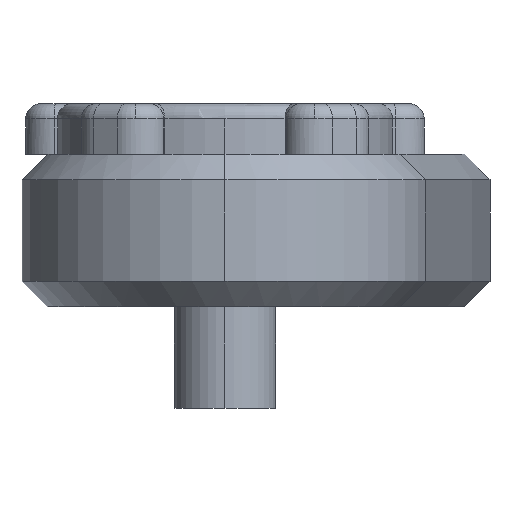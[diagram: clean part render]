
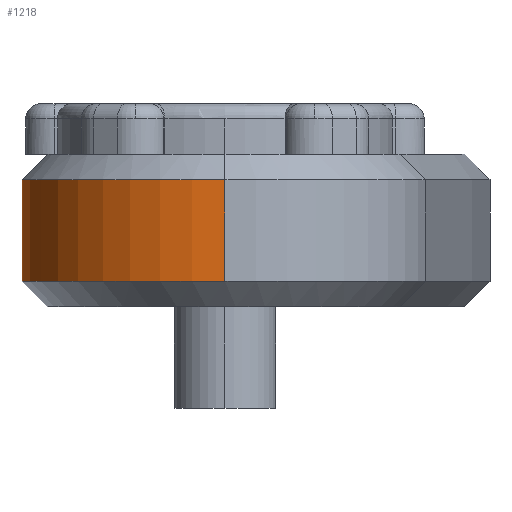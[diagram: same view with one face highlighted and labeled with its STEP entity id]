
A CAD part, left-side view. The second image highlights one B-rep face of the part: STEP entity #1218.
In plain terms, the highlighted cylindrical face has radius 20 mm (diameter 40 mm), a partial arc.
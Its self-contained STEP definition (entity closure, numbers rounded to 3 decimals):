
#97 = VERTEX_POINT ( 'NONE', #1563 ) ;
#146 = LINE ( 'NONE', #802, #394 ) ;
#185 = DIRECTION ( 'NONE',  ( 0., 0., -1. ) ) ;
#244 = AXIS2_PLACEMENT_3D ( 'NONE', #2978, #647, #2928 ) ;
#394 = VECTOR ( 'NONE', #556, 1000. ) ;
#409 = EDGE_CURVE ( 'NONE', #984, #1382, #146, .T. ) ;
#451 = AXIS2_PLACEMENT_3D ( 'NONE', #1683, #2607, #534 ) ;
#534 = DIRECTION ( 'NONE',  ( 1., 0., 0. ) ) ;
#556 = DIRECTION ( 'NONE',  ( 0., 0., -1. ) ) ;
#564 = ORIENTED_EDGE ( 'NONE', *, *, #409, .F. ) ;
#647 = DIRECTION ( 'NONE',  ( 0., 0., -1. ) ) ;
#802 = CARTESIAN_POINT ( 'NONE',  ( -112.62, 2.861, 15. ) ) ;
#914 = EDGE_LOOP ( 'NONE', ( #564, #2872, #1994, #2331 ) ) ;
#984 = VERTEX_POINT ( 'NONE', #2450 ) ;
#1122 = CARTESIAN_POINT ( 'NONE',  ( -88.544, 22.441, 2.5 ) ) ;
#1212 = EDGE_CURVE ( 'NONE', #984, #97, #2833, .T. ) ;
#1218 = ADVANCED_FACE ( 'NONE', ( #1781 ), #2493, .T. ) ;
#1382 = VERTEX_POINT ( 'NONE', #2566 ) ;
#1468 = VERTEX_POINT ( 'NONE', #1122 ) ;
#1563 = CARTESIAN_POINT ( 'NONE',  ( -88.544, 22.441, 12.5 ) ) ;
#1635 = EDGE_CURVE ( 'NONE', #1468, #1382, #2237, .T. ) ;
#1683 = CARTESIAN_POINT ( 'NONE',  ( -92.62, 2.861, 2.5 ) ) ;
#1781 = FACE_OUTER_BOUND ( 'NONE', #914, .T. ) ;
#1865 = VECTOR ( 'NONE', #185, 1000. ) ;
#1992 = DIRECTION ( 'NONE',  ( -1., 0., 0. ) ) ;
#1994 = ORIENTED_EDGE ( 'NONE', *, *, #2930, .T. ) ;
#2226 = DIRECTION ( 'NONE',  ( 0., 0., -1. ) ) ;
#2237 = CIRCLE ( 'NONE', #451, 20. ) ;
#2247 = CARTESIAN_POINT ( 'NONE',  ( -88.544, 22.441, 15. ) ) ;
#2283 = CARTESIAN_POINT ( 'NONE',  ( -92.62, 2.861, 15. ) ) ;
#2331 = ORIENTED_EDGE ( 'NONE', *, *, #1635, .T. ) ;
#2450 = CARTESIAN_POINT ( 'NONE',  ( -112.62, 2.861, 12.5 ) ) ;
#2493 = CYLINDRICAL_SURFACE ( 'NONE', #2760, 20. ) ;
#2566 = CARTESIAN_POINT ( 'NONE',  ( -112.62, 2.861, 2.5 ) ) ;
#2607 = DIRECTION ( 'NONE',  ( 0., 0., 1. ) ) ;
#2695 = LINE ( 'NONE', #2247, #1865 ) ;
#2760 = AXIS2_PLACEMENT_3D ( 'NONE', #2283, #2226, #1992 ) ;
#2833 = CIRCLE ( 'NONE', #244, 20. ) ;
#2872 = ORIENTED_EDGE ( 'NONE', *, *, #1212, .T. ) ;
#2928 = DIRECTION ( 'NONE',  ( 1., 0., 0. ) ) ;
#2930 = EDGE_CURVE ( 'NONE', #97, #1468, #2695, .T. ) ;
#2978 = CARTESIAN_POINT ( 'NONE',  ( -92.62, 2.861, 12.5 ) ) ;
